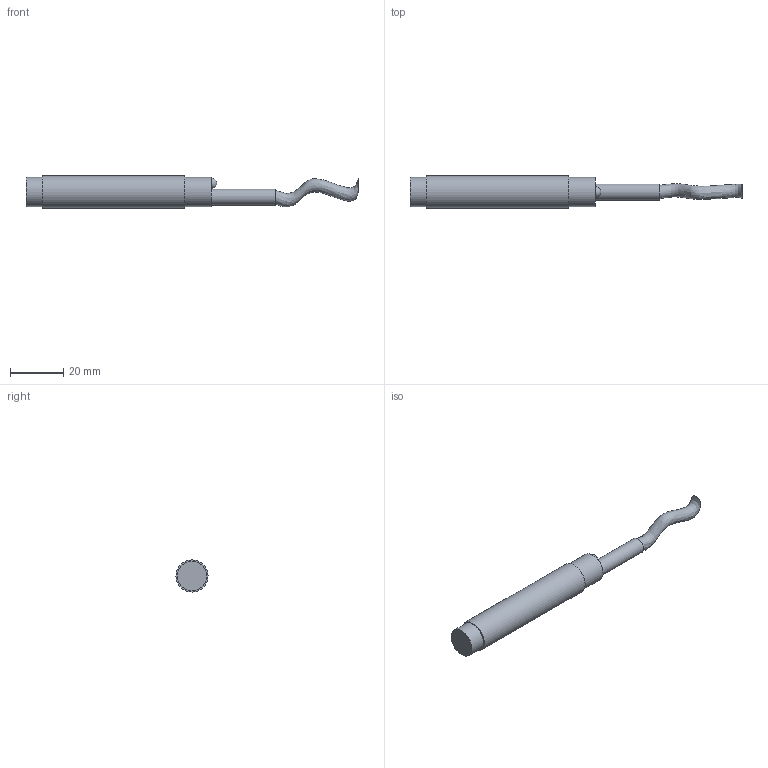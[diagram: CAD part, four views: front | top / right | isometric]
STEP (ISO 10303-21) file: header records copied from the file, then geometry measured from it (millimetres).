
FILE_DESCRIPTION(/* description */ (''),/* implementation_level */ '2;1');
FILE_NAME(/* name */ 'IN125200.stp',/* time_stamp */ '2016-10-05T11:13:23+02:00',/* author */ ('mitarbeiter'),/* organization */ (''),/* preprocessor_version */ 'ST-DEVELOPER v15.2',/* originating_system */ 'Autodesk Inventor 2014',/* authorisation */ '');
FILE_SCHEMA (('AUTOMOTIVE_DESIGN { 1 0 10303 214 3 1 1 }'));
Length unit declared in the file: millimetre
Products named in the file (1): IN125200
Bounding box: 124.42 x 12 x 12 mm (x, y, z)
Volume: 8873.4 mm3; surface area: 3785.4 mm2
Topology: 1 solids, 1 shells, 12 faces, 19 edges, 13 vertices
Faces by surface type: plane 6, cylinder 4, bspline 1, sphere 1
Full cylindrical faces by diameter (mm): 6 x1, 11 x2, 12 x1
Entity records: 317 total; most frequent: CARTESIAN_POINT 84, DIRECTION 46, ORIENTED_EDGE 24, AXIS2_PLACEMENT_3D 23, EDGE_LOOP 21, FACE_OUTER_BOUND 12, EDGE_CURVE 12, ADVANCED_FACE 12
